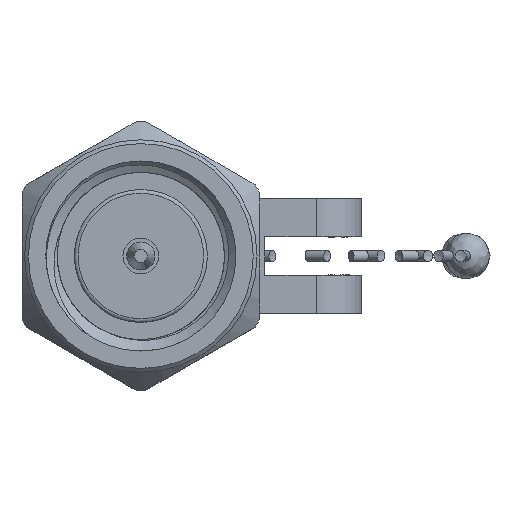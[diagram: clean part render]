
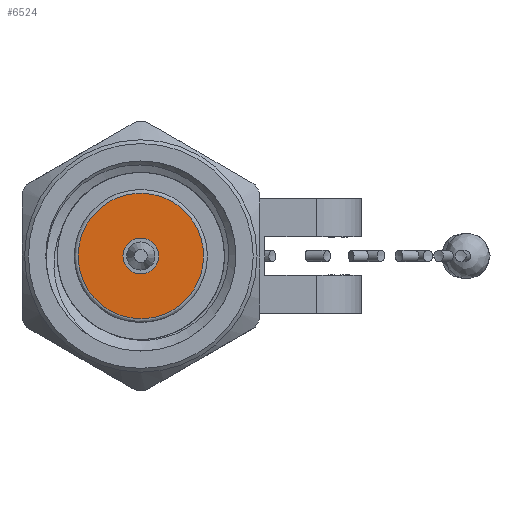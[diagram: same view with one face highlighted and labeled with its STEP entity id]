
A CAD part, left-side view. The second image highlights one B-rep face of the part: STEP entity #6524.
In plain terms, the highlighted planar face has unit normal (-1, 0, 0).
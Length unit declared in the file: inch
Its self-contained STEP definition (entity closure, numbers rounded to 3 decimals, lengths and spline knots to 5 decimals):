
#419 = DIRECTION ( 'NONE',  ( 0., 1., 0. ) ) ;
#596 = CARTESIAN_POINT ( 'NONE',  ( 0.11, 0., -0.0825 ) ) ;
#1294 = EDGE_CURVE ( 'NONE', #4055, #4513, #8444, .T. ) ;
#1595 = CARTESIAN_POINT ( 'NONE',  ( 0.11, -0.165, -0.0825 ) ) ;
#1743 = ORIENTED_EDGE ( 'NONE', *, *, #6233, .F. ) ;
#1989 = CARTESIAN_POINT ( 'NONE',  ( 0.11, 0., 0.0825 ) ) ;
#2529 = EDGE_CURVE ( 'NONE', #4513, #4055, #7737, .T. ) ;
#2609 = PLANE ( 'NONE',  #4466 ) ;
#2671 = CARTESIAN_POINT ( 'NONE',  ( 0.11, 0.165, 0.0825 ) ) ;
#3346 = CARTESIAN_POINT ( 'NONE',  ( 0.11, 0., 0. ) ) ;
#3952 = CARTESIAN_POINT ( 'NONE',  ( 0.11, 0., -0.0235 ) ) ;
#3966 = DIRECTION ( 'NONE',  ( 1., 0., 0. ) ) ;
#4055 = VERTEX_POINT ( 'NONE', #4280 ) ;
#4280 = CARTESIAN_POINT ( 'NONE',  ( 0.11, 0., 0.0825 ) ) ;
#4466 = AXIS2_PLACEMENT_3D ( 'NONE', #8773, #3966, #419 ) ;
#4513 = VERTEX_POINT ( 'NONE', #596 ) ;
#4986 = CARTESIAN_POINT ( 'NONE',  ( 0.11, -0.165, 0.0825 ) ) ;
#6056 = EDGE_LOOP ( 'NONE', ( #1743 ) ) ;
#6136 = ORIENTED_EDGE ( 'NONE', *, *, #1294, .F. ) ;
#6145 = ORIENTED_EDGE ( 'NONE', *, *, #2529, .F. ) ;
#6233 = EDGE_CURVE ( 'NONE', #8993, #8993, #8393, .T. ) ;
#6244 = EDGE_LOOP ( 'NONE', ( #6145, #6136 ) ) ;
#6524 = ADVANCED_FACE ( 'NONE', ( #8100, #7461 ), #2609, .F. ) ;
#7368 = AXIS2_PLACEMENT_3D ( 'NONE', #3346, #8882, #8203 ) ;
#7461 = FACE_OUTER_BOUND ( 'NONE', #6244, .T. ) ;
#7480 = CARTESIAN_POINT ( 'NONE',  ( 0.11, 0., -0.0825 ) ) ;
#7576 = CARTESIAN_POINT ( 'NONE',  ( 0.11, 0.165, -0.0825 ) ) ;
#7737 =( BOUNDED_CURVE ( )  B_SPLINE_CURVE ( 3, ( #7480, #7576, #2671, #1989 ),
 .UNSPECIFIED., .F., .T. ) 
 B_SPLINE_CURVE_WITH_KNOTS ( ( 4, 4 ),
 ( 0., 1. ),
 .UNSPECIFIED. ) 
 CURVE ( )  GEOMETRIC_REPRESENTATION_ITEM ( )  RATIONAL_B_SPLINE_CURVE ( ( 1., 0.333, 0.333, 1. ) ) 
 REPRESENTATION_ITEM ( '' )  );
#8100 = FACE_BOUND ( 'NONE', #6056, .T. ) ;
#8203 = DIRECTION ( 'NONE',  ( 0., 0., -1. ) ) ;
#8393 = CIRCLE ( 'NONE', #7368, 0.0235 ) ;
#8444 =( BOUNDED_CURVE ( )  B_SPLINE_CURVE ( 3, ( #8489, #4986, #1595, #8655 ),
 .UNSPECIFIED., .F., .T. ) 
 B_SPLINE_CURVE_WITH_KNOTS ( ( 4, 4 ),
 ( 0., 1. ),
 .UNSPECIFIED. ) 
 CURVE ( )  GEOMETRIC_REPRESENTATION_ITEM ( )  RATIONAL_B_SPLINE_CURVE ( ( 1., 0.333, 0.333, 1. ) ) 
 REPRESENTATION_ITEM ( '' )  );
#8489 = CARTESIAN_POINT ( 'NONE',  ( 0.11, 0., 0.0825 ) ) ;
#8655 = CARTESIAN_POINT ( 'NONE',  ( 0.11, 0., -0.0825 ) ) ;
#8773 = CARTESIAN_POINT ( 'NONE',  ( 0.11, 0., 0. ) ) ;
#8882 = DIRECTION ( 'NONE',  ( -1., 0., 0. ) ) ;
#8993 = VERTEX_POINT ( 'NONE', #3952 ) ;
